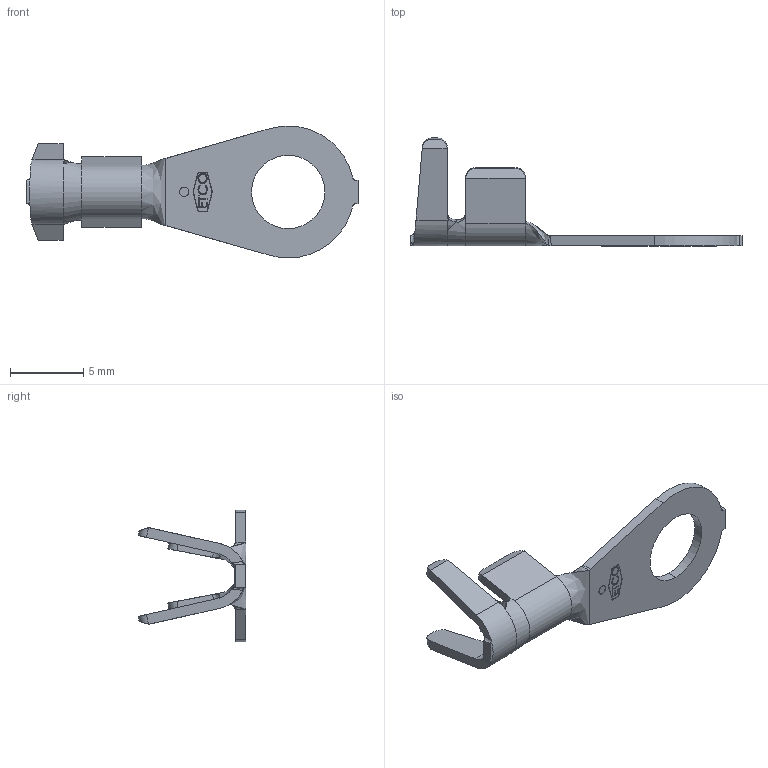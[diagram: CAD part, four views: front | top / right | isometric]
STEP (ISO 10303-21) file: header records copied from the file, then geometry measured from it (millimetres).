
FILE_DESCRIPTION (( 'STEP AP203' ), '1' );
FILE_NAME ('02197.STEP', '2015-02-09T12:52:10', ( '' ), ( '' ), 'SwSTEP 2.0', 'SolidWorks 2014', '' );
FILE_SCHEMA (( 'CONFIG_CONTROL_DESIGN' ));
Length unit declared in the file: inch
Products named in the file (1): 02197
Bounding box: 22.67 x 7.37 x 9.01 mm (x, y, z)
Volume: 110.3 mm3; surface area: 402.1 mm2
Topology: 1 solids, 1 shells, 194 faces, 504 edges, 320 vertices
Faces by surface type: plane 114, bspline 39, cylinder 31, cone 10
Entity records: 7530 total; most frequent: CARTESIAN_POINT 3043, ORIENTED_EDGE 1008, DIRECTION 758, EDGE_CURVE 504, LINE 334, VECTOR 334, VERTEX_POINT 320, AXIS2_PLACEMENT_3D 212
